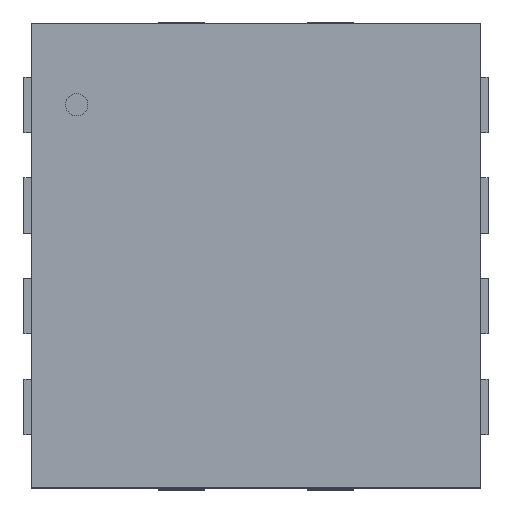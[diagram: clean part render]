
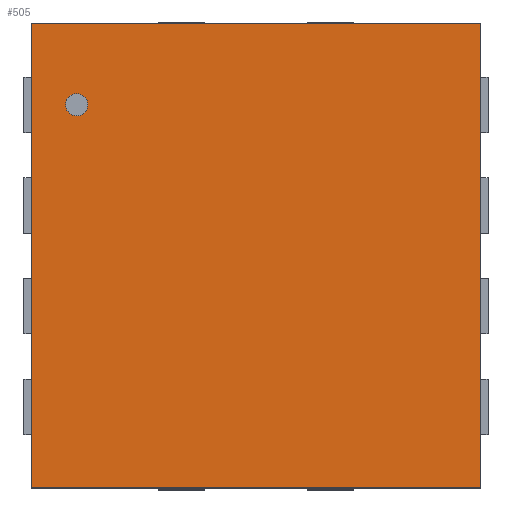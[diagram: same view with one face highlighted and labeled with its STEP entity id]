
A CAD part, top view. The second image highlights one B-rep face of the part: STEP entity #505.
In plain terms, the highlighted planar face has unit normal (0, 0, 1).
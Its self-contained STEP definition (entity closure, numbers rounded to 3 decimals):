
#11 = EDGE_CURVE ( 'NONE', #165, #1036, #1936, .T. ) ;
#165 = VERTEX_POINT ( 'NONE', #276 ) ;
#222 = ORIENTED_EDGE ( 'NONE', *, *, #11, .T. ) ;
#276 = CARTESIAN_POINT ( 'NONE',  ( -1.448, 1.499, 0.991 ) ) ;
#314 = AXIS2_PLACEMENT_3D ( 'NONE', #2253, #1715, #1023 ) ;
#340 = DIRECTION ( 'NONE',  ( 1., 0., 0. ) ) ;
#461 = DIRECTION ( 'NONE',  ( 0., 1., 0. ) ) ;
#477 = VECTOR ( 'NONE', #340, 1000. ) ;
#505 = ADVANCED_FACE ( 'NONE', ( #2938 ), #1566, .T. ) ;
#598 = CARTESIAN_POINT ( 'NONE',  ( -1.448, 1.499, 0.991 ) ) ;
#626 = CARTESIAN_POINT ( 'NONE',  ( 1.448, -1.499, 0.991 ) ) ;
#739 = CARTESIAN_POINT ( 'NONE',  ( -1.448, -1.499, 0.991 ) ) ;
#783 = DIRECTION ( 'NONE',  ( 0., -1., 0. ) ) ;
#837 = LINE ( 'NONE', #1741, #1211 ) ;
#950 = VERTEX_POINT ( 'NONE', #2311 ) ;
#1023 = DIRECTION ( 'NONE',  ( 1., 0., 0. ) ) ;
#1036 = VERTEX_POINT ( 'NONE', #739 ) ;
#1199 = EDGE_CURVE ( 'NONE', #1036, #950, #1750, .T. ) ;
#1211 = VECTOR ( 'NONE', #2709, 1000. ) ;
#1379 = ORIENTED_EDGE ( 'NONE', *, *, #2876, .T. ) ;
#1393 = VERTEX_POINT ( 'NONE', #2315 ) ;
#1406 = ORIENTED_EDGE ( 'NONE', *, *, #1199, .T. ) ;
#1566 = PLANE ( 'NONE',  #314 ) ;
#1715 = DIRECTION ( 'NONE',  ( 0., 0., 1. ) ) ;
#1741 = CARTESIAN_POINT ( 'NONE',  ( 1.448, 1.499, 0.991 ) ) ;
#1750 = LINE ( 'NONE', #2720, #477 ) ;
#1936 = LINE ( 'NONE', #598, #2373 ) ;
#2253 = CARTESIAN_POINT ( 'NONE',  ( -1.448, -1.499, 0.991 ) ) ;
#2311 = CARTESIAN_POINT ( 'NONE',  ( 1.448, -1.499, 0.991 ) ) ;
#2315 = CARTESIAN_POINT ( 'NONE',  ( 1.448, 1.499, 0.991 ) ) ;
#2373 = VECTOR ( 'NONE', #783, 1000. ) ;
#2493 = EDGE_CURVE ( 'NONE', #1393, #165, #837, .T. ) ;
#2518 = ORIENTED_EDGE ( 'NONE', *, *, #2493, .T. ) ;
#2662 = EDGE_LOOP ( 'NONE', ( #1406, #1379, #2518, #222 ) ) ;
#2709 = DIRECTION ( 'NONE',  ( -1., 0., 0. ) ) ;
#2720 = CARTESIAN_POINT ( 'NONE',  ( -1.448, -1.499, 0.991 ) ) ;
#2842 = VECTOR ( 'NONE', #461, 1000. ) ;
#2876 = EDGE_CURVE ( 'NONE', #950, #1393, #2879, .T. ) ;
#2879 = LINE ( 'NONE', #626, #2842 ) ;
#2938 = FACE_OUTER_BOUND ( 'NONE', #2662, .T. ) ;
